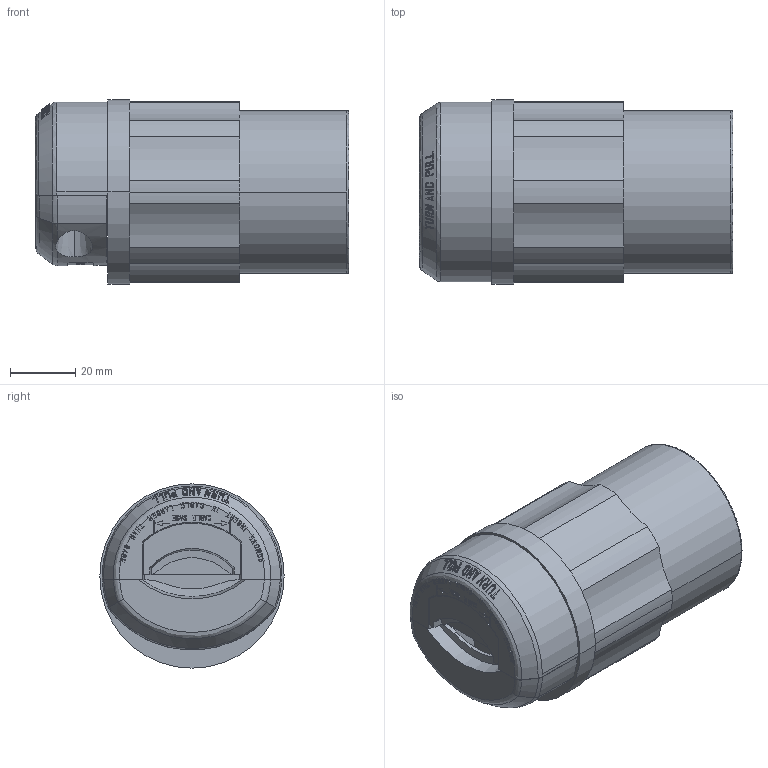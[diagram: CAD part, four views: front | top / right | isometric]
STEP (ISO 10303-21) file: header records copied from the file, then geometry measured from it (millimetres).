
FILE_DESCRIPTION (( 'STEP AP214' ), '1' );
FILE_NAME ('ORC6820-M01.STEP', '2025-09-03T14:18:00', ( '' ), ( '' ), 'SwSTEP 2.0', 'SolidWorks 2024', '' );
FILE_SCHEMA (( 'AUTOMOTIVE_DESIGN' ));
Length unit declared in the file: inch
Products named in the file (1): ORC6820-M01
Bounding box: 96.06 x 56.52 x 56.52 mm (x, y, z)
Volume: 185886.1 mm3; surface area: 39220.5 mm2
Topology: 2 solids, 14 shells, 2920 faces, 8129 edges, 5397 vertices
Faces by surface type: plane 2024, cylinder 508, cone 155, bspline 137, torus 96
Entity records: 109821 total; most frequent: CARTESIAN_POINT 38886, ORIENTED_EDGE 16258, DIRECTION 12875, EDGE_CURVE 8129, VERTEX_POINT 5397, LINE 4627, VECTOR 4627, AXIS2_PLACEMENT_3D 4124
